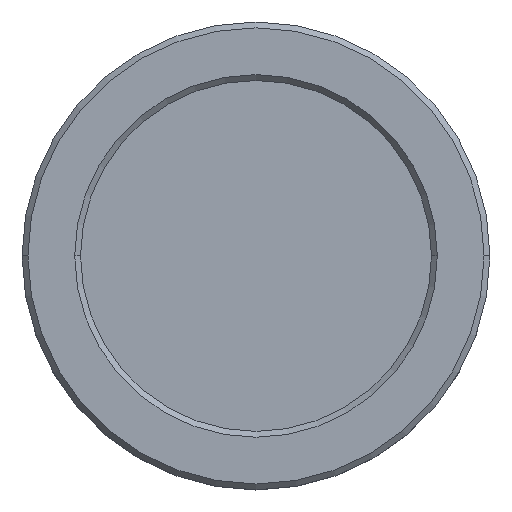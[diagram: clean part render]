
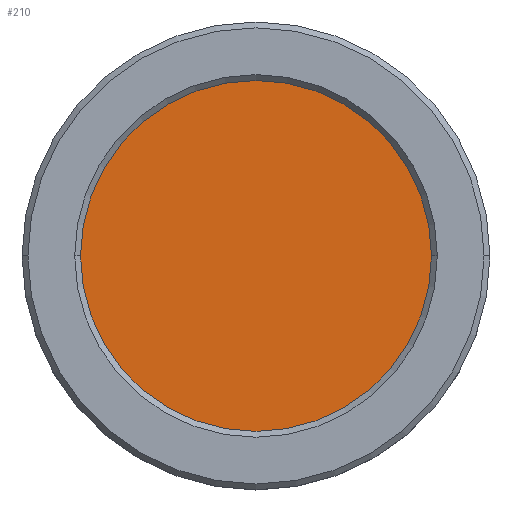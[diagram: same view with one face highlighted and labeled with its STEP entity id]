
A CAD part, top view. The second image highlights one B-rep face of the part: STEP entity #210.
In plain terms, the highlighted planar face has unit normal (0, 0, 1).
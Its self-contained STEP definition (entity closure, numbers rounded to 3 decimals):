
#10=CARTESIAN_POINT('',(45.,44.,25.5));
#20=DIRECTION('',(0.,0.,-1.));
#30=DIRECTION('',(1.,0.,0.));
#40=AXIS2_PLACEMENT_3D('',#10,#20,#30);
#50=PLANE('',#40);
#60=CARTESIAN_POINT('',(61.,44.,25.5));
#70=DIRECTION('',(0.,0.,1.));
#80=DIRECTION('',(1.,0.,0.));
#90=AXIS2_PLACEMENT_3D('',#60,#70,#80);
#100=CIRCLE('',#90,15.);
#110=CARTESIAN_POINT('',(76.,44.,25.5));
#120=VERTEX_POINT('799513-1312364699-3067aab386-0 5230611',#110);
#130=CARTESIAN_POINT('',(46.,44.,25.5));
#140=VERTEX_POINT('',#130);
#150=EDGE_CURVE('123933-1497249047-408d5ccb334c-0 3476905',#120,#140,
#100,.T.);
#160=ORIENTED_EDGE('',*,*,#150,.T.);
#170=EDGE_CURVE('123933-1497249047-408d5ccb334c-0 3476905',#140,#120,
#100,.T.);
#180=ORIENTED_EDGE('',*,*,#170,.T.);
#190=EDGE_LOOP('',(#180,#160));
#200=FACE_OUTER_BOUND('',#190,.T.);
#210=ADVANCED_FACE('799513-1312364699-3067aab386-0 7018546',(#200),#50,
.F.);
